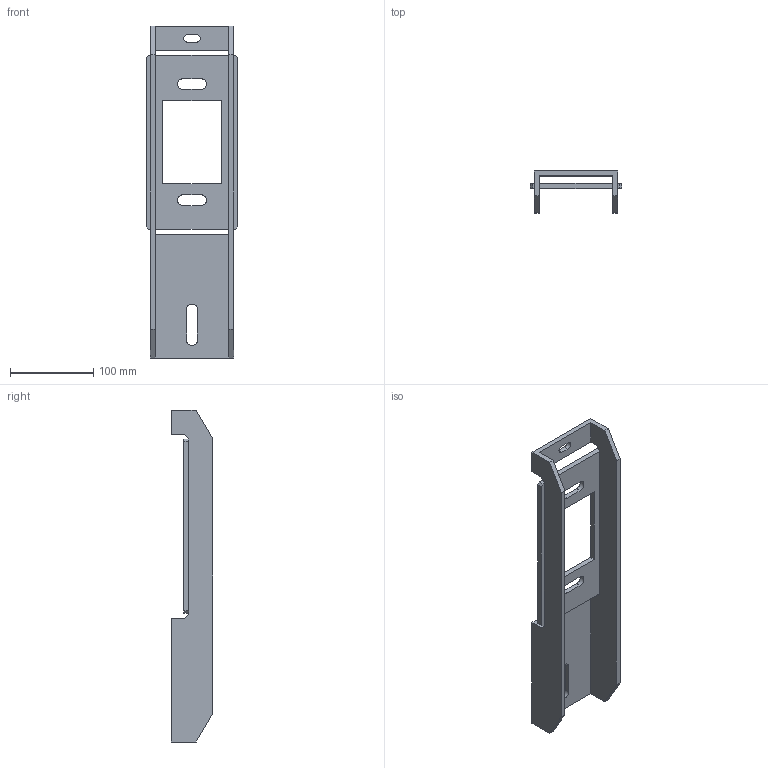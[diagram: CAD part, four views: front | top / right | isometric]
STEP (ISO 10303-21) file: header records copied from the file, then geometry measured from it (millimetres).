
FILE_DESCRIPTION((''),'2;1');
FILE_NAME('6346820_ASM','2012-07-23T',('AndreasKeweloh'),(''),'PRO/ENGINEER BY PARAMETRIC TECHNOLOGY CORPORATION, 2012130','PRO/ENGINEER BY PARAMETRIC TECHNOLOGY CORPORATION, 2012130','');
FILE_SCHEMA(('CONFIG_CONTROL_DESIGN'));
Length unit declared in the file: millimetre
Products named in the file (3): 6346820_1; 6346820_2; 6346820_ASM
Assembly tree (2 placements, depth 2):
  6346820_ASM
    6346820_1
    6346820_2
Bounding box: 110 x 50 x 400 mm (x, y, z)
Volume: 356839.8 mm3; surface area: 137654.3 mm2
Topology: 2 solids, 2 shells, 55 faces, 159 edges, 106 vertices
Faces by surface type: plane 46, cylinder 9
Entity records: 1903 total; most frequent: CARTESIAN_POINT 325, ORIENTED_EDGE 318, DIRECTION 297, EDGE_CURVE 159, VECTOR 141, LINE 141, VERTEX_POINT 106, AXIS2_PLACEMENT_3D 78
